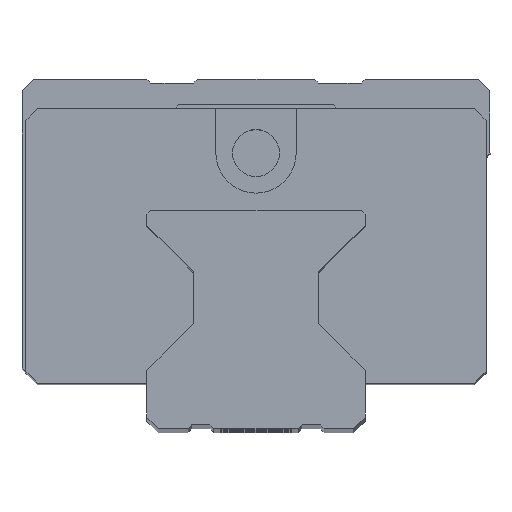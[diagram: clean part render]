
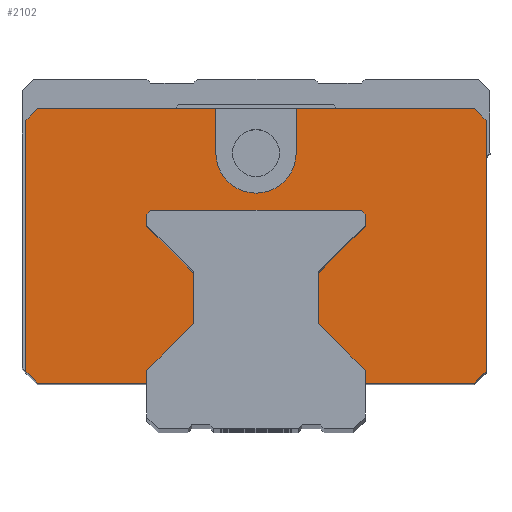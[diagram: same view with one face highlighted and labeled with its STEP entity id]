
A CAD part, top view. The second image highlights one B-rep face of the part: STEP entity #2102.
In plain terms, the highlighted planar face has unit normal (0, 0, 1).
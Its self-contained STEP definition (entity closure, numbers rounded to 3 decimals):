
#81=DIRECTION('',(0.,1.,0.));
#82=VECTOR('',#81,32.2);
#83=CARTESIAN_POINT('',(29.5,7.5,65.9));
#84=LINE('',#83,#82);
#117=DIRECTION('',(1.,0.,0.));
#118=VECTOR('',#117,14.);
#119=CARTESIAN_POINT('',(14.,6.,65.9));
#120=LINE('',#119,#118);
#125=DIRECTION('',(0.,-1.,0.));
#126=VECTOR('',#125,1.5);
#127=CARTESIAN_POINT('',(14.,7.5,65.9));
#128=LINE('',#127,#126);
#137=DIRECTION('',(0.,-1.,0.));
#138=VECTOR('',#137,6.6);
#139=CARTESIAN_POINT('',(8.,20.1,65.9));
#140=LINE('',#139,#138);
#149=DIRECTION('',(0.,-1.,0.));
#150=VECTOR('',#149,1.4);
#151=CARTESIAN_POINT('',(14.,27.5,65.9));
#152=LINE('',#151,#150);
#161=DIRECTION('',(1.,0.,0.));
#162=VECTOR('',#161,27.);
#163=CARTESIAN_POINT('',(-13.5,28.,65.9));
#164=LINE('',#163,#162);
#173=DIRECTION('',(0.,1.,0.));
#174=VECTOR('',#173,1.4);
#175=CARTESIAN_POINT('',(-14.,26.1,65.9));
#176=LINE('',#175,#174);
#185=DIRECTION('',(0.,1.,0.));
#186=VECTOR('',#185,6.6);
#187=CARTESIAN_POINT('',(-8.,13.5,65.9));
#188=LINE('',#187,#186);
#197=DIRECTION('',(0.,1.,0.));
#198=VECTOR('',#197,1.5);
#199=CARTESIAN_POINT('',(-14.,6.,65.9));
#200=LINE('',#199,#198);
#205=DIRECTION('',(1.,0.,0.));
#206=VECTOR('',#205,14.);
#207=CARTESIAN_POINT('',(-28.,6.,65.9));
#208=LINE('',#207,#206);
#293=DIRECTION('',(0.,-1.,0.));
#294=VECTOR('',#293,5.7);
#295=CARTESIAN_POINT('',(-5.15,41.2,65.9));
#296=LINE('',#295,#294);
#297=CARTESIAN_POINT('',(0.,35.5,65.9));
#298=DIRECTION('',(0.,0.,1.));
#299=DIRECTION('',(-1.,0.,0.));
#300=AXIS2_PLACEMENT_3D('',#297,#298,#299);
#302=DIRECTION('',(0.707,-0.707,0.));
#303=VECTOR('',#302,2.121);
#304=CARTESIAN_POINT('',(28.,41.2,65.9));
#305=LINE('',#304,#303);
#306=DIRECTION('',(-0.707,-0.707,0.));
#307=VECTOR('',#306,2.121);
#308=CARTESIAN_POINT('',(29.5,7.5,65.9));
#309=LINE('',#308,#307);
#310=DIRECTION('',(-0.707,0.707,0.));
#311=VECTOR('',#310,8.485);
#312=CARTESIAN_POINT('',(14.,7.5,65.9));
#313=LINE('',#312,#311);
#314=DIRECTION('',(0.707,0.707,0.));
#315=VECTOR('',#314,8.485);
#316=CARTESIAN_POINT('',(8.,20.1,65.9));
#317=LINE('',#316,#315);
#318=DIRECTION('',(-0.707,0.707,0.));
#319=VECTOR('',#318,0.707);
#320=CARTESIAN_POINT('',(14.,27.5,65.9));
#321=LINE('',#320,#319);
#322=DIRECTION('',(-0.707,-0.707,0.));
#323=VECTOR('',#322,0.707);
#324=CARTESIAN_POINT('',(-13.5,28.,65.9));
#325=LINE('',#324,#323);
#326=DIRECTION('',(0.707,-0.707,0.));
#327=VECTOR('',#326,8.485);
#328=CARTESIAN_POINT('',(-14.,26.1,65.9));
#329=LINE('',#328,#327);
#330=DIRECTION('',(-0.707,-0.707,0.));
#331=VECTOR('',#330,8.485);
#332=CARTESIAN_POINT('',(-8.,13.5,65.9));
#333=LINE('',#332,#331);
#334=DIRECTION('',(-0.707,0.707,0.));
#335=VECTOR('',#334,2.121);
#336=CARTESIAN_POINT('',(-28.,6.,65.9));
#337=LINE('',#336,#335);
#338=DIRECTION('',(0.707,0.707,0.));
#339=VECTOR('',#338,2.121);
#340=CARTESIAN_POINT('',(-29.5,39.7,65.9));
#341=LINE('',#340,#339);
#350=DIRECTION('',(-1.,0.,0.));
#351=VECTOR('',#350,22.85);
#352=CARTESIAN_POINT('',(-5.15,41.2,65.9));
#353=LINE('',#352,#351);
#366=DIRECTION('',(-1.,0.,0.));
#367=VECTOR('',#366,22.85);
#368=CARTESIAN_POINT('',(28.,41.2,65.9));
#369=LINE('',#368,#367);
#393=DIRECTION('',(0.,-1.,0.));
#394=VECTOR('',#393,5.7);
#395=CARTESIAN_POINT('',(5.15,41.2,65.9));
#396=LINE('',#395,#394);
#435=DIRECTION('',(0.,-1.,0.));
#436=VECTOR('',#435,32.2);
#437=CARTESIAN_POINT('',(-29.5,39.7,65.9));
#438=LINE('',#437,#436);
#1306=CARTESIAN_POINT('',(29.5,7.5,65.9));
#1308=VERTEX_POINT('',#1306);
#1309=CARTESIAN_POINT('',(29.5,39.7,65.9));
#1310=VERTEX_POINT('',#1309);
#1326=CARTESIAN_POINT('',(28.,6.,65.9));
#1328=VERTEX_POINT('',#1326);
#1330=CARTESIAN_POINT('',(14.,6.,65.9));
#1332=VERTEX_POINT('',#1330);
#1334=CARTESIAN_POINT('',(14.,7.5,65.9));
#1336=VERTEX_POINT('',#1334);
#1338=CARTESIAN_POINT('',(8.,13.5,65.9));
#1340=VERTEX_POINT('',#1338);
#1342=CARTESIAN_POINT('',(8.,20.1,65.9));
#1344=VERTEX_POINT('',#1342);
#1346=CARTESIAN_POINT('',(14.,26.1,65.9));
#1348=VERTEX_POINT('',#1346);
#1350=CARTESIAN_POINT('',(14.,27.5,65.9));
#1352=VERTEX_POINT('',#1350);
#1354=CARTESIAN_POINT('',(13.5,28.,65.9));
#1356=VERTEX_POINT('',#1354);
#1358=CARTESIAN_POINT('',(-13.5,28.,65.9));
#1360=VERTEX_POINT('',#1358);
#1362=CARTESIAN_POINT('',(-14.,27.5,65.9));
#1364=VERTEX_POINT('',#1362);
#1366=CARTESIAN_POINT('',(-14.,26.1,65.9));
#1368=VERTEX_POINT('',#1366);
#1370=CARTESIAN_POINT('',(-8.,20.1,65.9));
#1372=VERTEX_POINT('',#1370);
#1374=CARTESIAN_POINT('',(-8.,13.5,65.9));
#1376=VERTEX_POINT('',#1374);
#1378=CARTESIAN_POINT('',(-14.,7.5,65.9));
#1380=VERTEX_POINT('',#1378);
#1382=CARTESIAN_POINT('',(-14.,6.,65.9));
#1384=VERTEX_POINT('',#1382);
#1386=CARTESIAN_POINT('',(-28.,6.,65.9));
#1388=VERTEX_POINT('',#1386);
#1393=CARTESIAN_POINT('',(-29.5,7.5,65.9));
#1394=VERTEX_POINT('',#1393);
#1437=CARTESIAN_POINT('',(28.,41.2,65.9));
#1438=VERTEX_POINT('',#1437);
#1439=CARTESIAN_POINT('',(-5.15,41.2,65.9));
#1440=CARTESIAN_POINT('',(-5.15,35.5,65.9));
#1441=VERTEX_POINT('',#1439);
#1442=VERTEX_POINT('',#1440);
#1443=CARTESIAN_POINT('',(5.15,35.5,65.9));
#1444=VERTEX_POINT('',#1443);
#1445=CARTESIAN_POINT('',(5.15,41.2,65.9));
#1446=VERTEX_POINT('',#1445);
#1447=CARTESIAN_POINT('',(-29.5,39.7,65.9));
#1448=VERTEX_POINT('',#1447);
#1449=CARTESIAN_POINT('',(-28.,41.2,65.9));
#1450=VERTEX_POINT('',#1449);
#2062=CARTESIAN_POINT('',(0.,0.,65.9));
#2063=DIRECTION('',(0.,0.,1.));
#2064=DIRECTION('',(1.,0.,0.));
#2065=AXIS2_PLACEMENT_3D('',#2062,#2063,#2064);
#2066=PLANE('',#2065);
#2068=ORIENTED_EDGE('',*,*,#2067,.T.);
#2070=ORIENTED_EDGE('',*,*,#2069,.T.);
#2072=ORIENTED_EDGE('',*,*,#2071,.F.);
#2074=ORIENTED_EDGE('',*,*,#2073,.F.);
#2075=ORIENTED_EDGE('',*,*,#2055,.T.);
#2076=ORIENTED_EDGE('',*,*,#1704,.F.);
#2077=ORIENTED_EDGE('',*,*,#1739,.T.);
#2078=ORIENTED_EDGE('',*,*,#1754,.F.);
#2079=ORIENTED_EDGE('',*,*,#1769,.F.);
#2080=ORIENTED_EDGE('',*,*,#1784,.T.);
#2081=ORIENTED_EDGE('',*,*,#1799,.F.);
#2082=ORIENTED_EDGE('',*,*,#1814,.T.);
#2083=ORIENTED_EDGE('',*,*,#1829,.F.);
#2084=ORIENTED_EDGE('',*,*,#1844,.T.);
#2085=ORIENTED_EDGE('',*,*,#1859,.F.);
#2086=ORIENTED_EDGE('',*,*,#1874,.T.);
#2087=ORIENTED_EDGE('',*,*,#1889,.F.);
#2088=ORIENTED_EDGE('',*,*,#1904,.T.);
#2089=ORIENTED_EDGE('',*,*,#1919,.F.);
#2090=ORIENTED_EDGE('',*,*,#1934,.T.);
#2091=ORIENTED_EDGE('',*,*,#1949,.F.);
#2092=ORIENTED_EDGE('',*,*,#1964,.F.);
#2093=ORIENTED_EDGE('',*,*,#1981,.T.);
#2095=ORIENTED_EDGE('',*,*,#2094,.F.);
#2097=ORIENTED_EDGE('',*,*,#2096,.T.);
#2099=ORIENTED_EDGE('',*,*,#2098,.F.);
#2100=EDGE_LOOP('',(#2068,#2070,#2072,#2074,#2075,#2076,#2077,#2078,#2079,#2080,
#2081,#2082,#2083,#2084,#2085,#2086,#2087,#2088,#2089,#2090,#2091,#2092,#2093,
#2095,#2097,#2099));
#2101=FACE_OUTER_BOUND('',#2100,.F.);
#2102=ADVANCED_FACE('',(#2101),#2066,.T.);
#301=CIRCLE('',#300,5.15);
#1704=EDGE_CURVE('',#1308,#1310,#84,.T.);
#1739=EDGE_CURVE('',#1308,#1328,#309,.T.);
#1754=EDGE_CURVE('',#1332,#1328,#120,.T.);
#1769=EDGE_CURVE('',#1336,#1332,#128,.T.);
#1784=EDGE_CURVE('',#1336,#1340,#313,.T.);
#1799=EDGE_CURVE('',#1344,#1340,#140,.T.);
#1814=EDGE_CURVE('',#1344,#1348,#317,.T.);
#1829=EDGE_CURVE('',#1352,#1348,#152,.T.);
#1844=EDGE_CURVE('',#1352,#1356,#321,.T.);
#1859=EDGE_CURVE('',#1360,#1356,#164,.T.);
#1874=EDGE_CURVE('',#1360,#1364,#325,.T.);
#1889=EDGE_CURVE('',#1368,#1364,#176,.T.);
#1904=EDGE_CURVE('',#1368,#1372,#329,.T.);
#1919=EDGE_CURVE('',#1376,#1372,#188,.T.);
#1934=EDGE_CURVE('',#1376,#1380,#333,.T.);
#1949=EDGE_CURVE('',#1384,#1380,#200,.T.);
#1964=EDGE_CURVE('',#1388,#1384,#208,.T.);
#1981=EDGE_CURVE('',#1388,#1394,#337,.T.);
#2055=EDGE_CURVE('',#1438,#1310,#305,.T.);
#2067=EDGE_CURVE('',#1441,#1442,#296,.T.);
#2069=EDGE_CURVE('',#1442,#1444,#301,.T.);
#2071=EDGE_CURVE('',#1446,#1444,#396,.T.);
#2073=EDGE_CURVE('',#1438,#1446,#369,.T.);
#2094=EDGE_CURVE('',#1448,#1394,#438,.T.);
#2096=EDGE_CURVE('',#1448,#1450,#341,.T.);
#2098=EDGE_CURVE('',#1441,#1450,#353,.T.);
